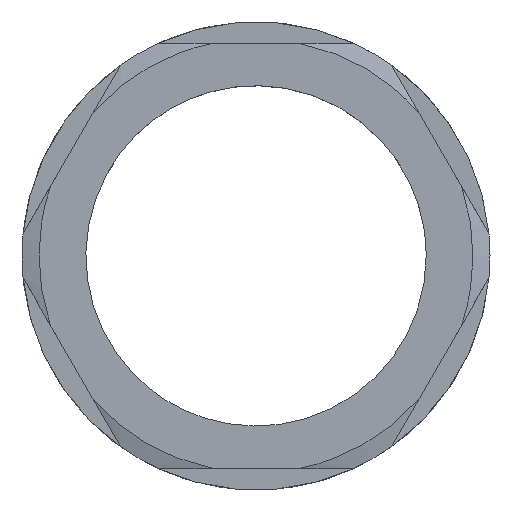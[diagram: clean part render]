
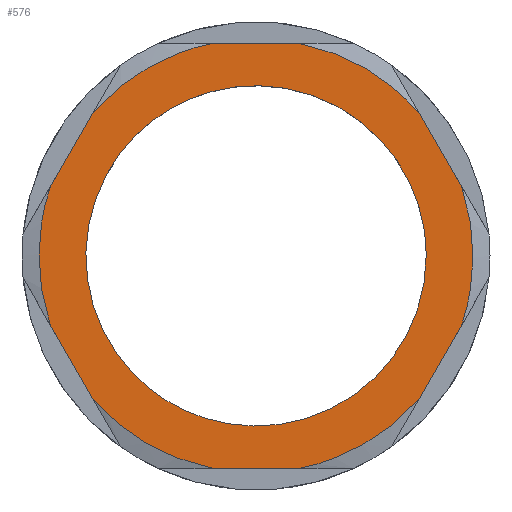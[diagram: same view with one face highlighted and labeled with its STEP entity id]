
A CAD part, top view. The second image highlights one B-rep face of the part: STEP entity #576.
In plain terms, the highlighted free-form (B-spline) face has degree [1, 1] with [2, 2] control points.
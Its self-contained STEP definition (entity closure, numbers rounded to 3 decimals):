
#24 = VERTEX_POINT('',#25);
#25 = CARTESIAN_POINT('',(-5.261,-26.177,7.33
    ));
#31 = EDGE_CURVE('',#24,#32,#34,.T.);
#32 = VERTEX_POINT('',#33);
#33 = CARTESIAN_POINT('',(-20.039,-17.645,7.33)
  );
#34 = ( BOUNDED_CURVE() B_SPLINE_CURVE(2,(#35,#36,#37),.UNSPECIFIED.,.F.
,.F.) B_SPLINE_CURVE_WITH_KNOTS((3,3),(3.34,3.99),
.PIECEWISE_BEZIER_KNOTS.) CURVE() GEOMETRIC_REPRESENTATION_ITEM() 
RATIONAL_B_SPLINE_CURVE((1.,0.948,1.)) REPRESENTATION_ITEM('') 
  );
#35 = CARTESIAN_POINT('',(-5.261,-26.177,7.33
    ));
#36 = CARTESIAN_POINT('',(-14.089,-24.403,7.33
    ));
#37 = CARTESIAN_POINT('',(-20.039,-17.645,7.33)
  );
#64 = VERTEX_POINT('',#65);
#65 = CARTESIAN_POINT('',(-25.301,8.532,7.33)
  );
#90 = VERTEX_POINT('',#91);
#91 = CARTESIAN_POINT('',(-25.301,-8.532,7.33
    ));
#97 = EDGE_CURVE('',#90,#64,#98,.T.);
#98 = ( BOUNDED_CURVE() B_SPLINE_CURVE(2,(#99,#100,#101),.UNSPECIFIED.,
.F.,.F.) B_SPLINE_CURVE_WITH_KNOTS((3,3),(4.387,5.038)
,.PIECEWISE_BEZIER_KNOTS.) CURVE() GEOMETRIC_REPRESENTATION_ITEM() 
RATIONAL_B_SPLINE_CURVE((1.,0.948,1.)) REPRESENTATION_ITEM('') 
  );
#99 = CARTESIAN_POINT('',(-25.301,-8.532,7.33
    ));
#100 = CARTESIAN_POINT('',(-28.178,0.,
    7.33));
#101 = CARTESIAN_POINT('',(-25.301,8.532,7.33
    ));
#116 = VERTEX_POINT('',#117);
#117 = CARTESIAN_POINT('',(20.039,-17.645,7.33
    ));
#123 = EDGE_CURVE('',#116,#124,#126,.T.);
#124 = VERTEX_POINT('',#125);
#125 = CARTESIAN_POINT('',(5.261,-26.177,7.33
    ));
#126 = ( BOUNDED_CURVE() B_SPLINE_CURVE(2,(#127,#128,#129),
.UNSPECIFIED.,.F.,.F.) B_SPLINE_CURVE_WITH_KNOTS((3,3),(2.293,
2.943),.PIECEWISE_BEZIER_KNOTS.) CURVE() 
GEOMETRIC_REPRESENTATION_ITEM() RATIONAL_B_SPLINE_CURVE((1.,
0.948,1.)) REPRESENTATION_ITEM('') );
#127 = CARTESIAN_POINT('',(20.039,-17.645,7.33
    ));
#128 = CARTESIAN_POINT('',(14.089,-24.403,
    7.33));
#129 = CARTESIAN_POINT('',(5.261,-26.177,7.33
    ));
#156 = VERTEX_POINT('',#157);
#157 = CARTESIAN_POINT('',(-5.261,26.177,
    7.33));
#174 = VERTEX_POINT('',#175);
#175 = CARTESIAN_POINT('',(-20.039,17.645,
    7.33));
#181 = EDGE_CURVE('',#174,#156,#182,.T.);
#182 = ( BOUNDED_CURVE() B_SPLINE_CURVE(2,(#183,#184,#185),
.UNSPECIFIED.,.F.,.F.) B_SPLINE_CURVE_WITH_KNOTS((3,3),(5.434,
6.085),.PIECEWISE_BEZIER_KNOTS.) CURVE() 
GEOMETRIC_REPRESENTATION_ITEM() RATIONAL_B_SPLINE_CURVE((1.,
0.948,1.)) REPRESENTATION_ITEM('') );
#183 = CARTESIAN_POINT('',(-20.039,17.645,
    7.33));
#184 = CARTESIAN_POINT('',(-14.089,24.403,
    7.33));
#185 = CARTESIAN_POINT('',(-5.261,26.177,
    7.33));
#198 = VERTEX_POINT('',#199);
#199 = CARTESIAN_POINT('',(20.039,17.645,
    7.33));
#216 = VERTEX_POINT('',#217);
#217 = CARTESIAN_POINT('',(5.261,26.177,7.33
    ));
#223 = EDGE_CURVE('',#216,#198,#224,.T.);
#224 = ( BOUNDED_CURVE() B_SPLINE_CURVE(2,(#225,#226,#227),
.UNSPECIFIED.,.F.,.F.) B_SPLINE_CURVE_WITH_KNOTS((3,3),(0.198,
0.849),.PIECEWISE_BEZIER_KNOTS.) CURVE() 
GEOMETRIC_REPRESENTATION_ITEM() RATIONAL_B_SPLINE_CURVE((1.,
0.948,1.)) REPRESENTATION_ITEM('') );
#225 = CARTESIAN_POINT('',(5.261,26.177,7.33
    ));
#226 = CARTESIAN_POINT('',(14.089,24.403,
    7.33));
#227 = CARTESIAN_POINT('',(20.039,17.645,
    7.33));
#242 = VERTEX_POINT('',#243);
#243 = CARTESIAN_POINT('',(25.301,8.532,7.33
    ));
#249 = EDGE_CURVE('',#242,#250,#252,.T.);
#250 = VERTEX_POINT('',#251);
#251 = CARTESIAN_POINT('',(25.301,-8.532,
    7.33));
#252 = ( BOUNDED_CURVE() B_SPLINE_CURVE(2,(#253,#254,#255),
.UNSPECIFIED.,.F.,.F.) B_SPLINE_CURVE_WITH_KNOTS((3,3),(1.246,
1.896),.PIECEWISE_BEZIER_KNOTS.) CURVE() 
GEOMETRIC_REPRESENTATION_ITEM() RATIONAL_B_SPLINE_CURVE((1.,
0.948,1.)) REPRESENTATION_ITEM('') );
#253 = CARTESIAN_POINT('',(25.301,8.532,7.33)
  );
#254 = CARTESIAN_POINT('',(28.178,0.,
    7.33));
#255 = CARTESIAN_POINT('',(25.301,-8.532,7.33
    ));
#282 = EDGE_CURVE('',#116,#250,#283,.T.);
#283 = B_SPLINE_CURVE_WITH_KNOTS('',1,(#284,#285),.UNSPECIFIED.,.F.,.F.,
  (2,2),(9.409,19.459),.PIECEWISE_BEZIER_KNOTS.);
#284 = CARTESIAN_POINT('',(20.039,-17.645,7.33
    ));
#285 = CARTESIAN_POINT('',(25.301,-8.532,
    7.33));
#316 = EDGE_CURVE('',#24,#124,#317,.T.);
#317 = B_SPLINE_CURVE_WITH_KNOTS('',1,(#318,#319),.UNSPECIFIED.,.F.,.F.,
  (2,2),(9.409,19.459),.PIECEWISE_BEZIER_KNOTS.);
#318 = CARTESIAN_POINT('',(-5.261,-26.177,
    7.33));
#319 = CARTESIAN_POINT('',(5.261,-26.177,7.33
    ));
#493 = EDGE_CURVE('',#90,#32,#494,.T.);
#494 = B_SPLINE_CURVE_WITH_KNOTS('',1,(#495,#496),.UNSPECIFIED.,.F.,.F.,
  (2,2),(9.409,19.459),.PIECEWISE_BEZIER_KNOTS.);
#495 = CARTESIAN_POINT('',(-25.301,-8.532,
    7.33));
#496 = CARTESIAN_POINT('',(-20.039,-17.645,7.33
    ));
#523 = EDGE_CURVE('',#242,#198,#524,.T.);
#524 = B_SPLINE_CURVE_WITH_KNOTS('',1,(#525,#526),.UNSPECIFIED.,.F.,.F.,
  (2,2),(9.409,19.459),.PIECEWISE_BEZIER_KNOTS.);
#525 = CARTESIAN_POINT('',(25.301,8.532,7.33
    ));
#526 = CARTESIAN_POINT('',(20.039,17.645,
    7.33));
#545 = EDGE_CURVE('',#216,#156,#546,.T.);
#546 = B_SPLINE_CURVE_WITH_KNOTS('',1,(#547,#548),.UNSPECIFIED.,.F.,.F.,
  (2,2),(9.409,19.459),.PIECEWISE_BEZIER_KNOTS.);
#547 = CARTESIAN_POINT('',(5.261,26.177,7.33
    ));
#548 = CARTESIAN_POINT('',(-5.261,26.177,
    7.33));
#567 = EDGE_CURVE('',#174,#64,#568,.T.);
#568 = B_SPLINE_CURVE_WITH_KNOTS('',1,(#569,#570),.UNSPECIFIED.,.F.,.F.,
  (2,2),(9.409,19.459),.PIECEWISE_BEZIER_KNOTS.);
#569 = CARTESIAN_POINT('',(-20.039,17.645,
    7.33));
#570 = CARTESIAN_POINT('',(-25.301,8.532,7.33
    ));
#576 = ADVANCED_FACE('',(#577,#591),#605,.T.);
#577 = FACE_BOUND('',#578,.T.);
#578 = EDGE_LOOP('',(#579,#580,#581,#582,#583,#584,#585,#586,#587,#588,
    #589,#590));
#579 = ORIENTED_EDGE('',*,*,#249,.F.);
#580 = ORIENTED_EDGE('',*,*,#523,.T.);
#581 = ORIENTED_EDGE('',*,*,#223,.F.);
#582 = ORIENTED_EDGE('',*,*,#545,.T.);
#583 = ORIENTED_EDGE('',*,*,#181,.F.);
#584 = ORIENTED_EDGE('',*,*,#567,.T.);
#585 = ORIENTED_EDGE('',*,*,#97,.F.);
#586 = ORIENTED_EDGE('',*,*,#493,.T.);
#587 = ORIENTED_EDGE('',*,*,#31,.F.);
#588 = ORIENTED_EDGE('',*,*,#316,.T.);
#589 = ORIENTED_EDGE('',*,*,#123,.F.);
#590 = ORIENTED_EDGE('',*,*,#282,.T.);
#591 = FACE_BOUND('',#592,.T.);
#592 = EDGE_LOOP('',(#593));
#593 = ORIENTED_EDGE('',*,*,#594,.T.);
#594 = EDGE_CURVE('',#595,#595,#597,.T.);
#595 = VERTEX_POINT('',#596);
#596 = CARTESIAN_POINT('',(20.941,0.,
    7.33));
#597 = ( BOUNDED_CURVE() B_SPLINE_CURVE(2,(#598,#599,#600,#601,#602,#603
,#604),.UNSPECIFIED.,.T.,.F.) B_SPLINE_CURVE_WITH_KNOTS((3,2,2,3),(
    3.142,5.236,7.33,9.425),
.PIECEWISE_BEZIER_KNOTS.) CURVE() GEOMETRIC_REPRESENTATION_ITEM() 
RATIONAL_B_SPLINE_CURVE((1.,0.5,1.,0.5,1.,0.5,1.)) REPRESENTATION_ITEM(
  '') );
#598 = CARTESIAN_POINT('',(20.941,0.,
    7.33));
#599 = CARTESIAN_POINT('',(20.941,-36.272,
    7.33));
#600 = CARTESIAN_POINT('',(-10.471,-18.136,
    7.33));
#601 = CARTESIAN_POINT('',(-41.883,0.,
    7.33));
#602 = CARTESIAN_POINT('',(-10.471,18.136,7.33
    ));
#603 = CARTESIAN_POINT('',(20.941,36.272,
    7.33));
#604 = CARTESIAN_POINT('',(20.941,0.,
    7.33));
#605 = B_SPLINE_SURFACE_WITH_KNOTS('',1,1,(
    (#606,#607)
    ,(#608,#609
    )),.UNSPECIFIED.,.F.,.F.,.F.,(2,2),(2,2),(-25.5,25.5),(-25.,25.),
  .PIECEWISE_BEZIER_KNOTS.);
#606 = CARTESIAN_POINT('',(-26.7,-26.177,7.33)
  );
#607 = CARTESIAN_POINT('',(-26.7,26.177,7.33)
  );
#608 = CARTESIAN_POINT('',(26.7,-26.177,
    7.33));
#609 = CARTESIAN_POINT('',(26.7,26.177,
    7.33));
